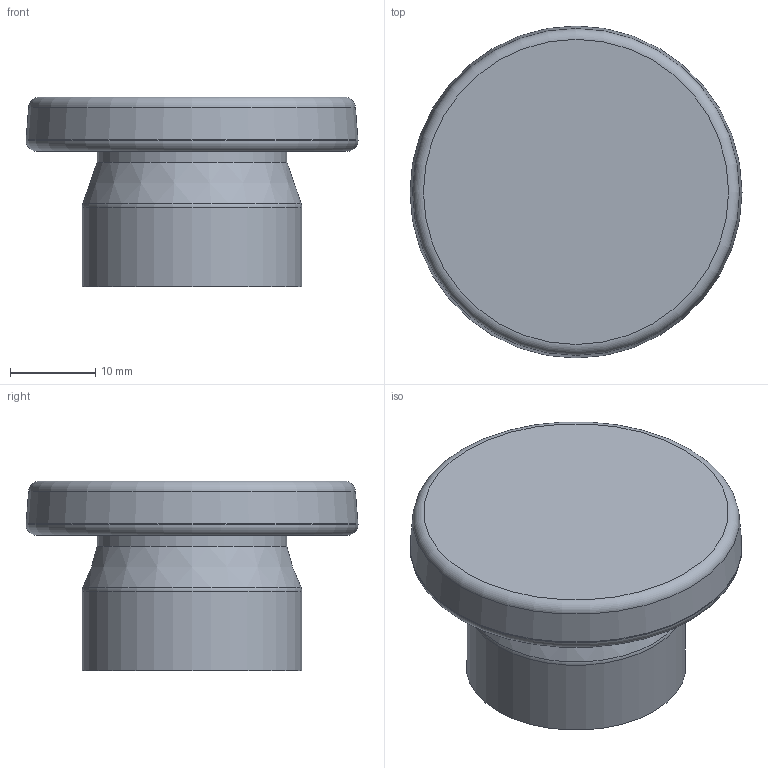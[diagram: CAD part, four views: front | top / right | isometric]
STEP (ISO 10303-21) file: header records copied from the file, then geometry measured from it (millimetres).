
FILE_DESCRIPTION(/* description */ (''),/* implementation_level */ '2;1');
FILE_NAME(/* name */ 'Vault_Button_Blue.ipt.stp',/* time_stamp */ '2018-01-01T11:21:42-08:00',/* author */ ('PhillipD'),/* organization */ (''),/* preprocessor_version */ 'ST-DEVELOPER v16.13',/* originating_system */ 'Autodesk Inventor 2018',/* authorisation */ '');
FILE_SCHEMA (('AUTOMOTIVE_DESIGN { 1 0 10303 214 3 1 1 }'));
Length unit declared in the file: inch
Products named in the file (1): Vault_Button_Blue
Bounding box: 38.9 x 38.9 x 22.23 mm (x, y, z)
Volume: 15105.6 mm3; surface area: 4375.9 mm2
Topology: 1 solids, 1 shells, 12 faces, 21 edges, 12 vertices
Faces by surface type: torus 5, plane 3, cone 2, cylinder 2
Full cylindrical faces by diameter (mm): 22.225 x1, 25.756 x1
Entity records: 332 total; most frequent: DIRECTION 54, CARTESIAN_POINT 39, ORIENTED_EDGE 28, AXIS2_PLACEMENT_3D 27, EDGE_LOOP 20, CIRCLE 14, EDGE_CURVE 14, FACE_OUTER_BOUND 12
